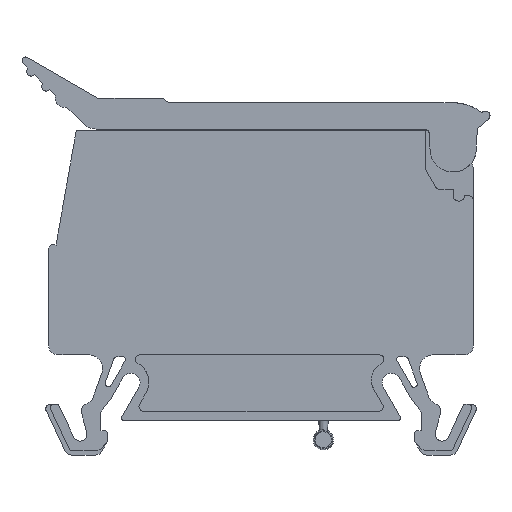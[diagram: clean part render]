
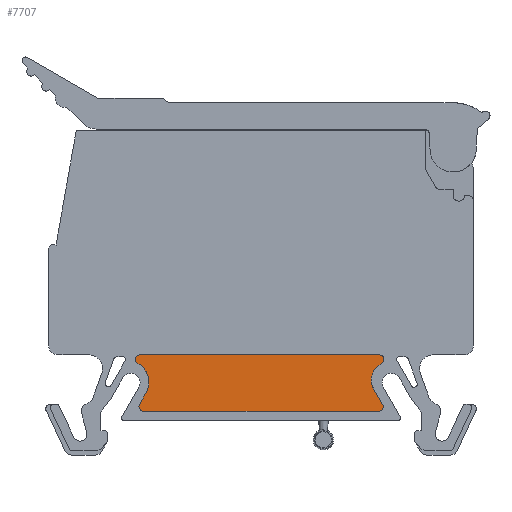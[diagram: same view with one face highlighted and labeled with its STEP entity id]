
A CAD part, left-side view. The second image highlights one B-rep face of the part: STEP entity #7707.
In plain terms, the highlighted planar face has unit normal (-1, 0, 0).
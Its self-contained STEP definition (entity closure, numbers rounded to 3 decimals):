
#5775=AXIS2_PLACEMENT_3D('Circle Axis2P3D',#5773,#5774,$) ;
#5802=AXIS2_PLACEMENT_3D('Circle Axis2P3D',#5800,#5801,$) ;
#5809=AXIS2_PLACEMENT_3D('Circle Axis2P3D',#5807,#5808,$) ;
#5843=AXIS2_PLACEMENT_3D('Circle Axis2P3D',#5841,#5842,$) ;
#5883=AXIS2_PLACEMENT_3D('Circle Axis2P3D',#5881,#5882,$) ;
#5930=AXIS2_PLACEMENT_3D('Circle Axis2P3D',#5928,#5929,$) ;
#5951=AXIS2_PLACEMENT_3D('Circle Axis2P3D',#5949,#5950,$) ;
#5958=AXIS2_PLACEMENT_3D('Circle Axis2P3D',#5956,#5957,$) ;
#5972=AXIS2_PLACEMENT_3D('Circle Axis2P3D',#5970,#5971,$) ;
#5979=AXIS2_PLACEMENT_3D('Circle Axis2P3D',#5977,#5978,$) ;
#5986=AXIS2_PLACEMENT_3D('Circle Axis2P3D',#5984,#5985,$) ;
#7246=AXIS2_PLACEMENT_3D('Plane Axis2P3D',#7243,#7244,#7245) ;
#5746=CARTESIAN_POINT('Line Origine',(3.4,24.95,10.85)) ;
#5750=CARTESIAN_POINT('Vertex',(3.4,37.897,10.85)) ;
#5752=CARTESIAN_POINT('Vertex',(3.4,12.003,10.85)) ;
#5773=CARTESIAN_POINT('Axis2P3D Location',(3.4,12.003,10.35)) ;
#5777=CARTESIAN_POINT('Vertex',(3.4,11.772,9.907)) ;
#5797=CARTESIAN_POINT('Vertex',(3.4,12.579,7.133)) ;
#5800=CARTESIAN_POINT('Axis2P3D Location',(3.4,10.847,8.133)) ;
#5804=CARTESIAN_POINT('Vertex',(3.4,12.796,7.683)) ;
#5807=CARTESIAN_POINT('Axis2P3D Location',(3.4,10.847,8.133)) ;
#5821=CARTESIAN_POINT('Line Origine',(3.4,12.108,6.317)) ;
#5825=CARTESIAN_POINT('Vertex',(3.4,11.636,5.5)) ;
#5841=CARTESIAN_POINT('Axis2P3D Location',(3.4,12.069,5.25)) ;
#5845=CARTESIAN_POINT('Vertex',(3.4,12.069,4.75)) ;
#5865=CARTESIAN_POINT('Vertex',(3.4,37.511,4.75)) ;
#5868=CARTESIAN_POINT('Line Origine',(3.4,24.79,4.75)) ;
#5881=CARTESIAN_POINT('Axis2P3D Location',(3.4,37.511,5.25)) ;
#5885=CARTESIAN_POINT('Vertex',(3.4,37.944,5.5)) ;
#5905=CARTESIAN_POINT('Vertex',(3.4,37.295,6.624)) ;
#5908=CARTESIAN_POINT('Line Origine',(3.4,37.619,6.062)) ;
#5925=CARTESIAN_POINT('Vertex',(3.4,37.28,9.098)) ;
#5928=CARTESIAN_POINT('Axis2P3D Location',(3.4,39.46,7.874)) ;
#5946=CARTESIAN_POINT('Vertex',(3.4,38.123,9.904)) ;
#5949=CARTESIAN_POINT('Axis2P3D Location',(3.4,39.024,8.118)) ;
#5953=CARTESIAN_POINT('Vertex',(3.4,37.613,9.536)) ;
#5956=CARTESIAN_POINT('Axis2P3D Location',(3.4,39.024,8.118)) ;
#5970=CARTESIAN_POINT('Axis2P3D Location',(3.4,37.897,10.35)) ;
#5974=CARTESIAN_POINT('Vertex',(3.4,38.242,9.988)) ;
#5977=CARTESIAN_POINT('Axis2P3D Location',(3.4,37.897,10.35)) ;
#5981=CARTESIAN_POINT('Vertex',(3.4,38.393,10.418)) ;
#5984=CARTESIAN_POINT('Axis2P3D Location',(3.4,37.897,10.35)) ;
#7243=CARTESIAN_POINT('Axis2P3D Location',(3.4,1.79,30.444)) ;
#5747=DIRECTION('Vector Direction',(0.,-1.,0.)) ;
#5774=DIRECTION('Axis2P3D Direction',(1.,0.,0.)) ;
#5801=DIRECTION('Axis2P3D Direction',(1.,0.,0.)) ;
#5808=DIRECTION('Axis2P3D Direction',(1.,0.,0.)) ;
#5822=DIRECTION('Vector Direction',(0.,0.5,0.866)) ;
#5842=DIRECTION('Axis2P3D Direction',(1.,0.,0.)) ;
#5869=DIRECTION('Vector Direction',(0.,-1.,0.)) ;
#5882=DIRECTION('Axis2P3D Direction',(1.,0.,0.)) ;
#5909=DIRECTION('Vector Direction',(0.,0.5,-0.866)) ;
#5929=DIRECTION('Axis2P3D Direction',(1.,0.,0.)) ;
#5950=DIRECTION('Axis2P3D Direction',(1.,0.,0.)) ;
#5957=DIRECTION('Axis2P3D Direction',(1.,0.,0.)) ;
#5971=DIRECTION('Axis2P3D Direction',(1.,0.,0.)) ;
#5978=DIRECTION('Axis2P3D Direction',(1.,0.,0.)) ;
#5985=DIRECTION('Axis2P3D Direction',(1.,0.,0.)) ;
#7244=DIRECTION('Axis2P3D Direction',(-1.,0.,0.)) ;
#7245=DIRECTION('Axis2P3D XDirection',(0.,-1.,0.)) ;
#5748=VECTOR('Line Direction',#5747,1.) ;
#5823=VECTOR('Line Direction',#5822,1.) ;
#5870=VECTOR('Line Direction',#5869,1.) ;
#5910=VECTOR('Line Direction',#5909,1.) ;
#7691=ORIENTED_EDGE('',*,*,#5976,.T.) ;
#7692=ORIENTED_EDGE('',*,*,#5960,.F.) ;
#7693=ORIENTED_EDGE('',*,*,#5955,.F.) ;
#7694=ORIENTED_EDGE('',*,*,#5932,.F.) ;
#7695=ORIENTED_EDGE('',*,*,#5912,.T.) ;
#7696=ORIENTED_EDGE('',*,*,#5887,.T.) ;
#7697=ORIENTED_EDGE('',*,*,#5872,.T.) ;
#7698=ORIENTED_EDGE('',*,*,#5847,.T.) ;
#7699=ORIENTED_EDGE('',*,*,#5827,.T.) ;
#7700=ORIENTED_EDGE('',*,*,#5811,.F.) ;
#7701=ORIENTED_EDGE('',*,*,#5806,.F.) ;
#7702=ORIENTED_EDGE('',*,*,#5779,.T.) ;
#7703=ORIENTED_EDGE('',*,*,#5754,.F.) ;
#7704=ORIENTED_EDGE('',*,*,#5988,.T.) ;
#7705=ORIENTED_EDGE('',*,*,#5983,.T.) ;
#7707=ADVANCED_FACE('KLTR.2',(#7706),#7247,.T.) ;
#5776=CIRCLE('generated circle',#5775,0.5) ;
#5803=CIRCLE('generated circle',#5802,2.) ;
#5810=CIRCLE('generated circle',#5809,2.) ;
#5844=CIRCLE('generated circle',#5843,0.5) ;
#5884=CIRCLE('generated circle',#5883,0.5) ;
#5931=CIRCLE('generated circle',#5930,2.5) ;
#5952=CIRCLE('generated circle',#5951,2.) ;
#5959=CIRCLE('generated circle',#5958,2.) ;
#5973=CIRCLE('generated circle',#5972,0.5) ;
#5980=CIRCLE('generated circle',#5979,0.5) ;
#5987=CIRCLE('generated circle',#5986,0.5) ;
#5754=EDGE_CURVE('',#5751,#5753,#5749,.T.) ;
#5779=EDGE_CURVE('',#5778,#5753,#5776,.F.) ;
#5806=EDGE_CURVE('',#5778,#5805,#5803,.F.) ;
#5811=EDGE_CURVE('',#5805,#5798,#5810,.F.) ;
#5827=EDGE_CURVE('',#5826,#5798,#5824,.T.) ;
#5847=EDGE_CURVE('',#5846,#5826,#5844,.F.) ;
#5872=EDGE_CURVE('',#5866,#5846,#5871,.T.) ;
#5887=EDGE_CURVE('',#5886,#5866,#5884,.F.) ;
#5912=EDGE_CURVE('',#5906,#5886,#5911,.T.) ;
#5932=EDGE_CURVE('',#5906,#5926,#5931,.F.) ;
#5955=EDGE_CURVE('',#5926,#5954,#5952,.F.) ;
#5960=EDGE_CURVE('',#5954,#5947,#5959,.F.) ;
#5976=EDGE_CURVE('',#5975,#5947,#5973,.F.) ;
#5983=EDGE_CURVE('',#5982,#5975,#5980,.F.) ;
#5988=EDGE_CURVE('',#5751,#5982,#5987,.F.) ;
#7690=EDGE_LOOP('',(#7691,#7692,#7693,#7694,#7695,#7696,#7697,#7698,#7699,#7700,#7701,#7702,#7703,#7704,#7705)) ;
#7706=FACE_OUTER_BOUND('',#7690,.T.) ;
#5749=LINE('Line',#5746,#5748) ;
#5824=LINE('Line',#5821,#5823) ;
#5871=LINE('Line',#5868,#5870) ;
#5911=LINE('Line',#5908,#5910) ;
#7247=PLANE('',#7246) ;
#5751=VERTEX_POINT('',#5750) ;
#5753=VERTEX_POINT('',#5752) ;
#5778=VERTEX_POINT('',#5777) ;
#5798=VERTEX_POINT('',#5797) ;
#5805=VERTEX_POINT('',#5804) ;
#5826=VERTEX_POINT('',#5825) ;
#5846=VERTEX_POINT('',#5845) ;
#5866=VERTEX_POINT('',#5865) ;
#5886=VERTEX_POINT('',#5885) ;
#5906=VERTEX_POINT('',#5905) ;
#5926=VERTEX_POINT('',#5925) ;
#5947=VERTEX_POINT('',#5946) ;
#5954=VERTEX_POINT('',#5953) ;
#5975=VERTEX_POINT('',#5974) ;
#5982=VERTEX_POINT('',#5981) ;
